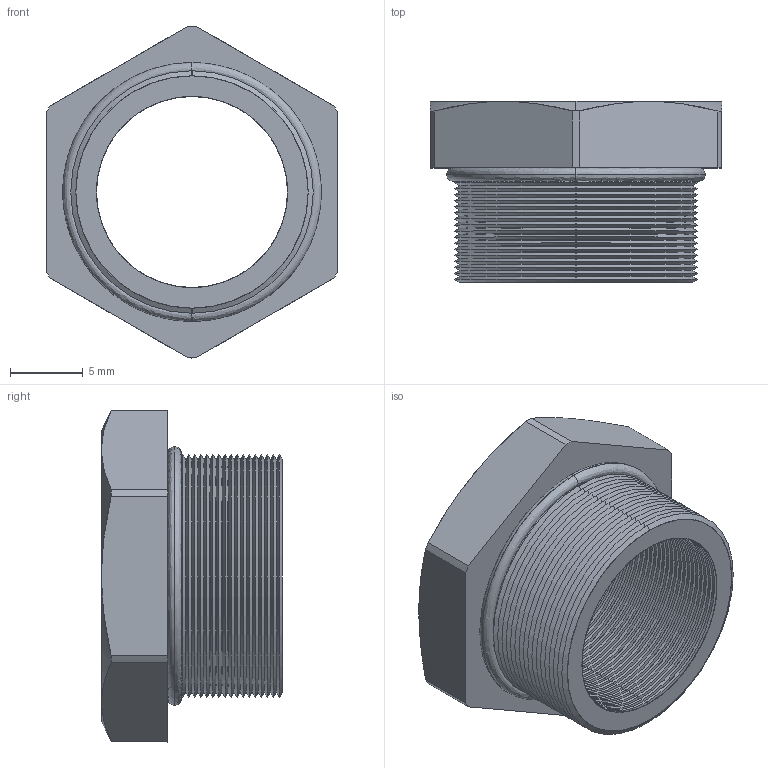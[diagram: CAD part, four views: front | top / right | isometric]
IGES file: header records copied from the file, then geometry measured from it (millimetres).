
Start section: SolidWorks IGES file using analytic representation for surfaces
Global section: file name: RM-4032-SS-B.IGS; native system: SolidWorks 2008; preprocessor: SolidWorks 2008; author: BSI-001; date: 060418.135032; units: inch
Bounding box: 20.07 x 12.45 x 22.88 mm (x, y, z)
Surface area: 2680.8 mm2 (no closed solid volume)
Topology: 0 solids, 0 shells, 313 faces, 1497 edges, 1497 vertices
Faces by surface type: revolution 300, bspline 13
